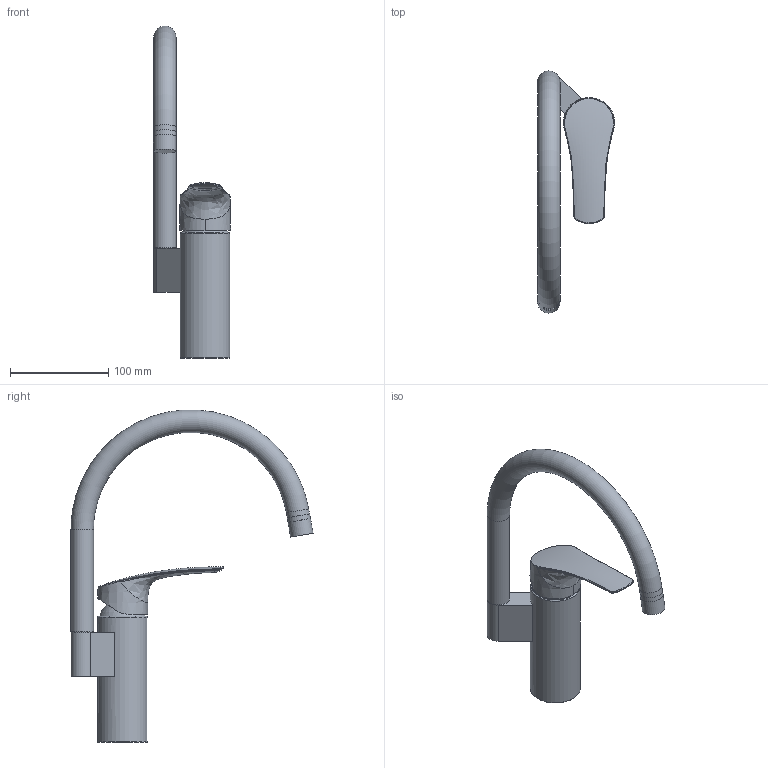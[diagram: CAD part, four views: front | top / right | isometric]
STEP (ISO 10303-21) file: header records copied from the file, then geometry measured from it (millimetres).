
FILE_DESCRIPTION(/* description */ ('Unknown'),/* implementation_level */ '2;1');
FILE_NAME(/* name */ '33202003',/* time_stamp */ '2022-08-26T12:21:02+02:00',/* author */ ('Unknown'),/* organization */ ('GROHE AG'),/* preprocessor_version */ 'ST-DEVELOPER v16.7',/* originating_system */ 'DEX',/* authorisation */ $);
FILE_SCHEMA (('AUTOMOTIVE_DESIGN {1 0 10303 214 3 1 1}'));
Length unit declared in the file: millimetre
Products named in the file (6): 33202003; 33202003_0; 33202003_1; 33202003_2; 33202003_3
Assembly tree (5 placements, depth 2):
  33202003
    33202003
    33202003_0
    33202003_1
    33202003_2
    33202003_3
Bounding box: 78.58 x 246.67 x 338.3 mm (x, y, z)
Volume: 566709.5 mm3; surface area: 87963.6 mm2
Topology: 5 solids, 5 shells, 65 faces, 141 edges, 85 vertices
Faces by surface type: bspline 36, plane 16, cylinder 9, torus 3, sphere 1
Full cylindrical faces by diameter (mm): 23 x2, 23.15 x1, 45.8 x1, 48 x1, 51 x1
Entity records: 8473 total; most frequent: CARTESIAN_POINT 7181, ORIENTED_EDGE 248, DIRECTION 149, EDGE_CURVE 124, VERTEX_POINT 81, EDGE_LOOP 77, FACE_BOUND 77, B_SPLINE_CURVE_WITH_KNOTS 75
